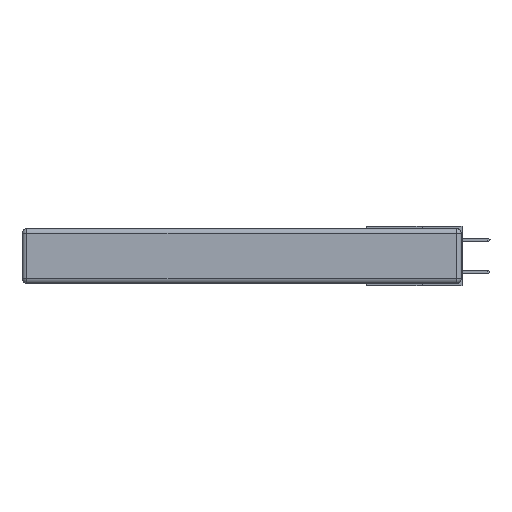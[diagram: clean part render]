
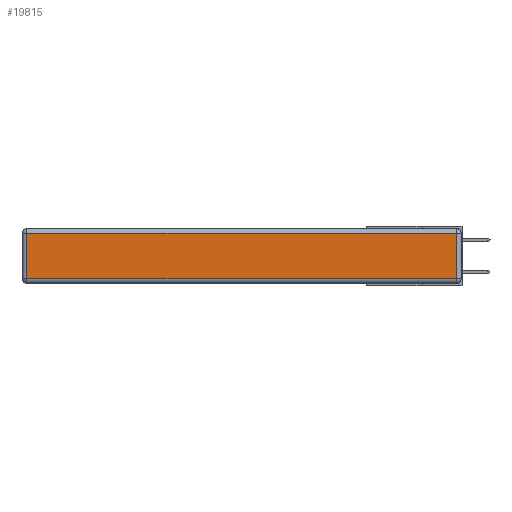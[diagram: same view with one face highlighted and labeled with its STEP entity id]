
A CAD part, left-side view. The second image highlights one B-rep face of the part: STEP entity #19815.
In plain terms, the highlighted planar face has unit normal (-1, 0, 0).
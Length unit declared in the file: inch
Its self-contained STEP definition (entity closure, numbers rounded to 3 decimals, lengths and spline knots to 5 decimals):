
#785 = CARTESIAN_POINT ( 'NONE',  ( 0., 2.75, -0.03 ) ) ;
#1100 = VERTEX_POINT ( 'NONE', #8237 ) ;
#3153 = VECTOR ( 'NONE', #10016, 39.37008 ) ;
#3214 = CARTESIAN_POINT ( 'NONE',  ( 0., 0.03, -0.03 ) ) ;
#3565 = CARTESIAN_POINT ( 'NONE',  ( 0., 2.72, -0.343 ) ) ;
#3661 = CARTESIAN_POINT ( 'NONE',  ( 0., 0., -0.343 ) ) ;
#4051 = VERTEX_POINT ( 'NONE', #5625 ) ;
#5055 = EDGE_CURVE ( 'NONE', #18563, #17966, #9643, .T. ) ;
#5607 = CARTESIAN_POINT ( 'NONE',  ( 0., 0.03, -0.343 ) ) ;
#5625 = CARTESIAN_POINT ( 'NONE',  ( 0., 0.03, -0.313 ) ) ;
#6343 = LINE ( 'NONE', #5607, #6853 ) ;
#6853 = VECTOR ( 'NONE', #7070, 39.37008 ) ;
#6984 = ORIENTED_EDGE ( 'NONE', *, *, #9347, .T. ) ;
#7053 = DIRECTION ( 'NONE',  ( 0., 1., 0. ) ) ;
#7070 = DIRECTION ( 'NONE',  ( 0., 0., 1. ) ) ;
#8237 = CARTESIAN_POINT ( 'NONE',  ( 0., 2.72, -0.313 ) ) ;
#8690 = CARTESIAN_POINT ( 'NONE',  ( 0., 0., -0.313 ) ) ;
#9121 = ORIENTED_EDGE ( 'NONE', *, *, #12129, .T. ) ;
#9347 = EDGE_CURVE ( 'NONE', #4051, #18563, #6343, .T. ) ;
#9643 = LINE ( 'NONE', #785, #17288 ) ;
#9820 = LINE ( 'NONE', #8690, #12909 ) ;
#10016 = DIRECTION ( 'NONE',  ( 0., 0., -1. ) ) ;
#10052 = EDGE_CURVE ( 'NONE', #17966, #1100, #14426, .T. ) ;
#10874 = ORIENTED_EDGE ( 'NONE', *, *, #5055, .T. ) ;
#12129 = EDGE_CURVE ( 'NONE', #1100, #4051, #9820, .T. ) ;
#12901 = ORIENTED_EDGE ( 'NONE', *, *, #10052, .T. ) ;
#12909 = VECTOR ( 'NONE', #16417, 39.37008 ) ;
#12978 = DIRECTION ( 'NONE',  ( 0., 0., 1. ) ) ;
#14426 = LINE ( 'NONE', #3565, #3153 ) ;
#14453 = PLANE ( 'NONE',  #14982 ) ;
#14982 = AXIS2_PLACEMENT_3D ( 'NONE', #3661, #16181, #12978 ) ;
#15961 = FACE_OUTER_BOUND ( 'NONE', #18255, .T. ) ;
#16181 = DIRECTION ( 'NONE',  ( -1., 0., 0. ) ) ;
#16417 = DIRECTION ( 'NONE',  ( 0., -1., 0. ) ) ;
#17288 = VECTOR ( 'NONE', #7053, 39.37008 ) ;
#17596 = CARTESIAN_POINT ( 'NONE',  ( 0., 2.72, -0.03 ) ) ;
#17966 = VERTEX_POINT ( 'NONE', #17596 ) ;
#18255 = EDGE_LOOP ( 'NONE', ( #9121, #6984, #10874, #12901 ) ) ;
#18563 = VERTEX_POINT ( 'NONE', #3214 ) ;
#19815 = ADVANCED_FACE ( 'NONE', ( #15961 ), #14453, .T. ) ;
